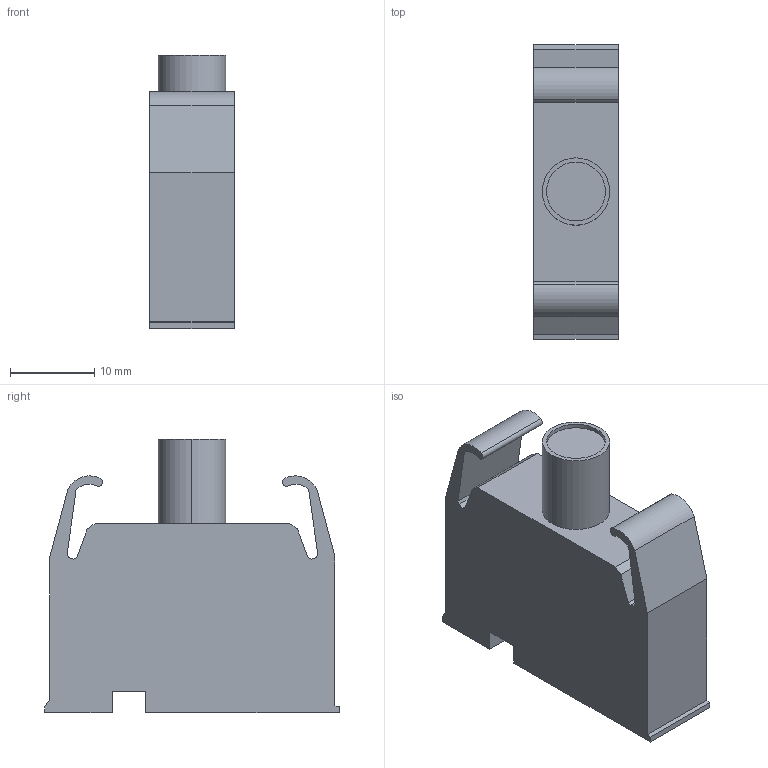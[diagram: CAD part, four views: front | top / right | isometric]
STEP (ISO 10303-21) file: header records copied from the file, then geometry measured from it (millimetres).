
FILE_DESCRIPTION((''),'2;1');
FILE_NAME('3d_LPXLEE4.stp','2012-10-03T10:24:56',(''),(''),'Mechanical Desktop 2011','Mechanical Desktop 2011',', , ');
FILE_SCHEMA(('CONFIG_CONTROL_DESIGN'));
Length unit declared in the file: millimetre
Products named in the file (1): Product
Bounding box: 10 x 35 x 32.52 mm (x, y, z)
Volume: 8019.3 mm3; surface area: 3497.8 mm2
Topology: 2 solids, 2 shells, 41 faces, 110 edges, 74 vertices
Faces by surface type: plane 31, cylinder 10
Entity records: 1375 total; most frequent: CARTESIAN_POINT 226, ORIENTED_EDGE 220, DIRECTION 216, EDGE_CURVE 110, VECTOR 88, LINE 88, VERTEX_POINT 74, AXIS2_PLACEMENT_3D 64
